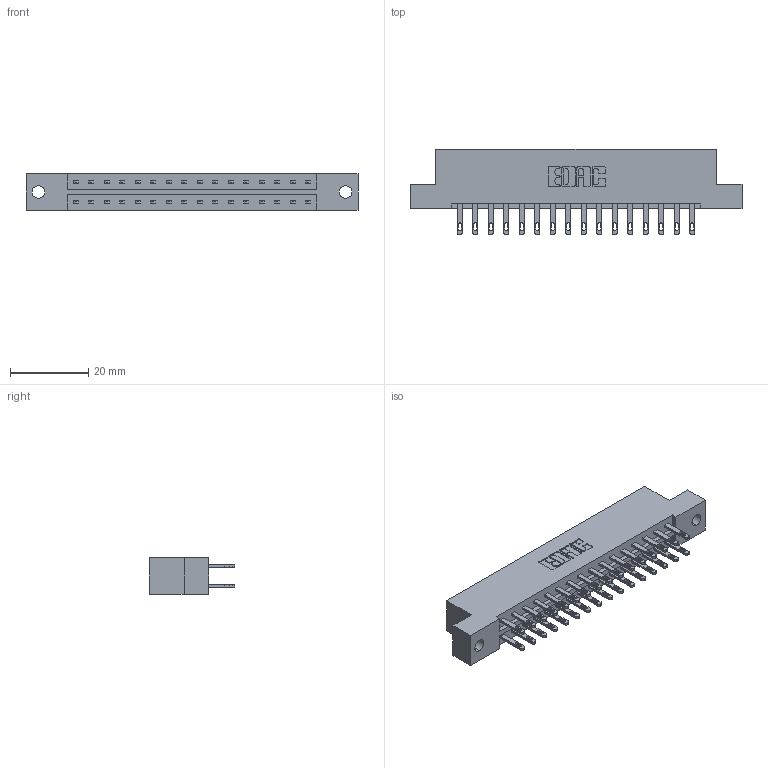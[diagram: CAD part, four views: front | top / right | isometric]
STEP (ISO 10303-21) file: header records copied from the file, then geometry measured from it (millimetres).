
FILE_DESCRIPTION (( 'STEP AP203' ), '1' );
FILE_NAME ('833-032-500-202.STEP', '2020-06-02T16:19:24', ( '' ), ( '' ), 'SwSTEP 2.0', 'SolidWorks 2020', '' );
FILE_SCHEMA (( 'CONFIG_CONTROL_DESIGN' ));
Length unit declared in the file: inch
Products named in the file (3): 345-292-001_345-293-100; 833-032-500-202; 833 Part_Flush - .128 Dia
Assembly tree (33 placements, depth 2):
  833-032-500-202
    833 Part_Flush - .128 Dia
    345-292-001_345-293-100  x32
Bounding box: 84.94 x 21.85 x 9.4 mm (x, y, z)
Volume: 8489.6 mm3; surface area: 9836.2 mm2
Topology: 33 solids, 33 shells, 1650 faces, 5015 edges, 3342 vertices
Faces by surface type: plane 1030, cylinder 620
Entity records: 13589 total; most frequent: CARTESIAN_POINT 2282, ORIENTED_EDGE 2218, DIRECTION 1997, EDGE_CURVE 1109, VECTOR 977, LINE 977, VERTEX_POINT 738, AXIS2_PLACEMENT_3D 510
